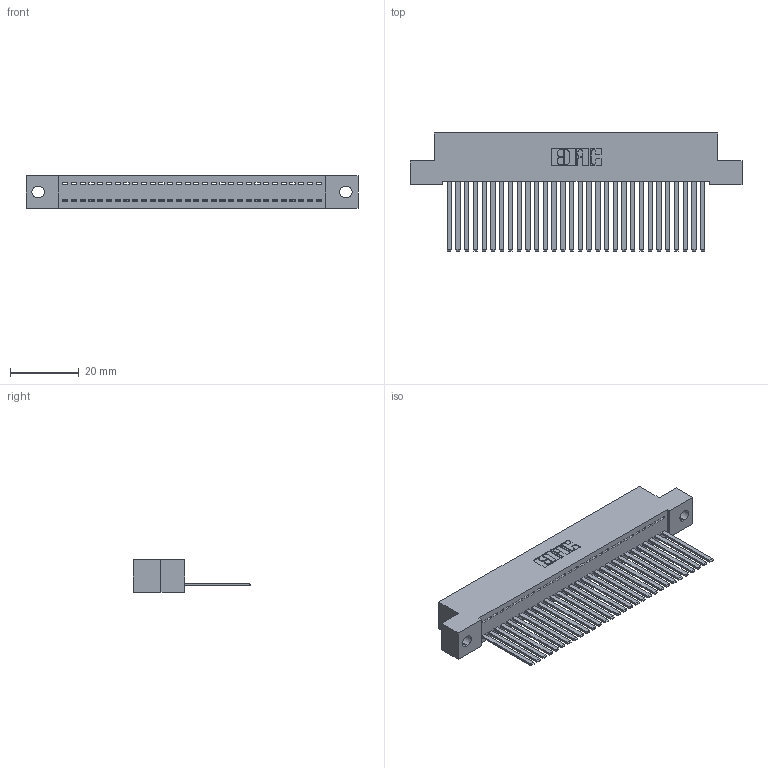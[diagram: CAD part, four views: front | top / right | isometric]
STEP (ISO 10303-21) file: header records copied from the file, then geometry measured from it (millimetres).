
FILE_DESCRIPTION (( 'STEP AP203' ), '1' );
FILE_NAME ('342-030-544-102.STEP', '2018-08-11T15:41:02', ( '' ), ( '' ), 'SwSTEP 2.0', 'SolidWorks 2016', '' );
FILE_SCHEMA (( 'CONFIG_CONTROL_DESIGN' ));
Length unit declared in the file: inch
Products named in the file (3): 345-292-001_345-293-144; 342-030-544-102; 342 Part_.128 Slot
Assembly tree (31 placements, depth 2):
  342-030-544-102
    342 Part_.128 Slot
    345-292-001_345-293-144  x30
Bounding box: 96.52 x 34.3 x 9.4 mm (x, y, z)
Volume: 8714 mm3; surface area: 13320.5 mm2
Topology: 31 solids, 31 shells, 1674 faces, 5051 edges, 3326 vertices
Faces by surface type: plane 1210, cylinder 464
Entity records: 19711 total; most frequent: CARTESIAN_POINT 3408, ORIENTED_EDGE 3374, DIRECTION 2895, EDGE_CURVE 1687, VECTOR 1563, LINE 1563, VERTEX_POINT 1122, AXIS2_PLACEMENT_3D 666
